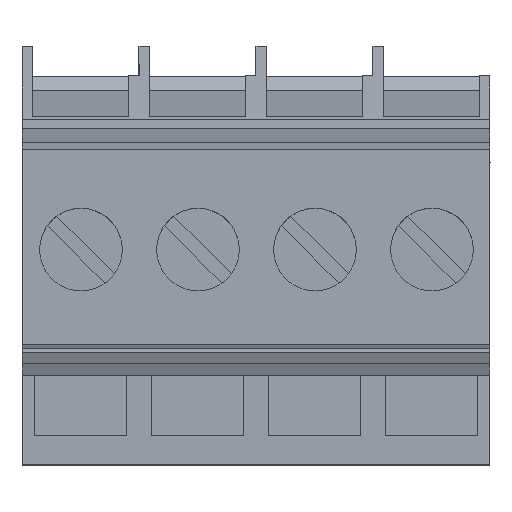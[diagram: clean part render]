
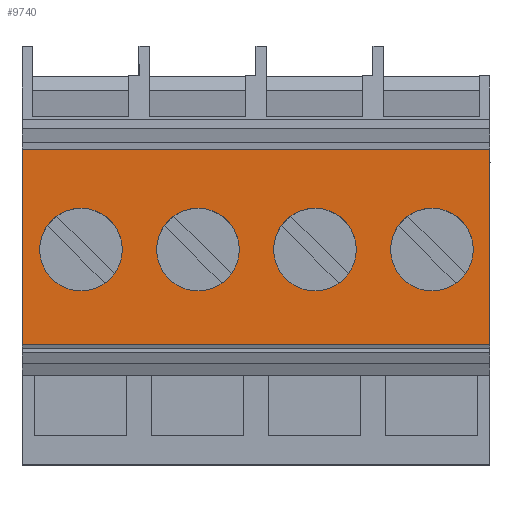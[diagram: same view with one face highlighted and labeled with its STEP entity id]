
A CAD part, top view. The second image highlights one B-rep face of the part: STEP entity #9740.
In plain terms, the highlighted face is planar.
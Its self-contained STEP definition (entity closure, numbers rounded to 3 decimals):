
#1090=CARTESIAN_POINT('',(-8.33,-27.351,
-4.6));
#1100=VERTEX_POINT('',#1090);
#1130=CARTESIAN_POINT('',(0.,-27.351,
-4.6));
#1140=DIRECTION('',(-1.,0.,0.));
#1150=VECTOR('',#1140,1.);
#1160=LINE('',#1130,#1150);
#1170=CARTESIAN_POINT('',(1.952,-27.351,
-4.6));
#1180=VERTEX_POINT('',#1170);
#1190=EDGE_CURVE('',#1180,#1100,#1160,.T.);
#3900=CARTESIAN_POINT('',(1.952,-27.351,
20.));
#3910=VERTEX_POINT('',#3900);
#3940=CARTESIAN_POINT('',(0.,-27.351,
20.));
#3950=DIRECTION('',(-1.,0.,0.));
#3960=VECTOR('',#3950,1.);
#3970=LINE('',#3940,#3960);
#3980=CARTESIAN_POINT('',(-8.33,-27.351,
20.));
#3990=VERTEX_POINT('',#3980);
#4000=EDGE_CURVE('',#3910,#3990,#3970,.T.);
#8930=CARTESIAN_POINT('',(1.686,-27.351,
20.));
#8940=DIRECTION('',(0.,1.,0.));
#8950=DIRECTION('',(1.,0.,0.));
#8960=AXIS2_PLACEMENT_3D('',#8930,#8940,#8950);
#8970=PLANE('',#8960);
#8980=CARTESIAN_POINT('',(-3.05,-27.351,
16.95));
#8990=DIRECTION('',(0.,-1.,0.));
#9000=DIRECTION('',(-1.,0.,0.));
#9010=AXIS2_PLACEMENT_3D('',#8980,#8990,#9000);
#9020=CIRCLE('',#9010,2.175);
#9030=CARTESIAN_POINT('',(-0.875,-27.351,
16.95));
#9040=VERTEX_POINT('',#9030);
#9050=CARTESIAN_POINT('',(-5.225,-27.351,
16.95));
#9060=VERTEX_POINT('',#9050);
#9070=EDGE_CURVE('',#9040,#9060,#9020,.T.);
#9080=ORIENTED_EDGE('',*,*,#9070,.F.);
#9090=EDGE_CURVE('',#9060,#9040,#9020,.T.);
#9100=ORIENTED_EDGE('',*,*,#9090,.F.);
#9110=EDGE_LOOP('',(#9100,#9080));
#9120=FACE_BOUND('',#9110,.T.);
#9130=ORIENTED_EDGE('',*,*,#4000,.T.);
#9140=CARTESIAN_POINT('',(1.952,-27.351,
18.45));
#9150=DIRECTION('',(0.,0.,1.));
#9160=VECTOR('',#9150,1.);
#9170=LINE('',#9140,#9160);
#9180=EDGE_CURVE('',#1180,#3910,#9170,.T.);
#9190=ORIENTED_EDGE('',*,*,#9180,.T.);
#9200=ORIENTED_EDGE('',*,*,#1190,.F.);
#9210=CARTESIAN_POINT('',(-8.33,-27.351,
18.45));
#9220=DIRECTION('',(0.,0.,1.));
#9230=VECTOR('',#9220,1.);
#9240=LINE('',#9210,#9230);
#9250=EDGE_CURVE('',#1100,#3990,#9240,.T.);
#9260=ORIENTED_EDGE('',*,*,#9250,.F.);
#9270=EDGE_LOOP('',(#9260,#9200,#9190,#9130));
#9280=FACE_OUTER_BOUND('',#9270,.T.);
#9290=CARTESIAN_POINT('',(-3.05,-27.351,
10.8));
#9300=DIRECTION('',(0.,-1.,0.));
#9310=DIRECTION('',(-1.,0.,0.));
#9320=AXIS2_PLACEMENT_3D('',#9290,#9300,#9310);
#9330=CIRCLE('',#9320,2.175);
#9340=CARTESIAN_POINT('',(-0.875,-27.351,
10.8));
#9350=VERTEX_POINT('',#9340);
#9360=CARTESIAN_POINT('',(-5.225,-27.351,10.8));
#9370=VERTEX_POINT('',#9360);
#9380=EDGE_CURVE('',#9350,#9370,#9330,.T.);
#9390=ORIENTED_EDGE('',*,*,#9380,.F.);
#9400=EDGE_CURVE('',#9370,#9350,#9330,.T.);
#9410=ORIENTED_EDGE('',*,*,#9400,.F.);
#9420=EDGE_LOOP('',(#9410,#9390));
#9430=FACE_BOUND('',#9420,.T.);
#9440=CARTESIAN_POINT('',(-3.05,-27.351,
-1.5));
#9450=DIRECTION('',(0.,-1.,0.));
#9460=DIRECTION('',(-1.,0.,0.));
#9470=AXIS2_PLACEMENT_3D('',#9440,#9450,#9460);
#9480=CIRCLE('',#9470,2.175);
#9490=CARTESIAN_POINT('',(-0.875,-27.351,
-1.5));
#9500=VERTEX_POINT('',#9490);
#9510=CARTESIAN_POINT('',(-5.225,-27.351,
-1.5));
#9520=VERTEX_POINT('',#9510);
#9530=EDGE_CURVE('',#9500,#9520,#9480,.T.);
#9540=ORIENTED_EDGE('',*,*,#9530,.F.);
#9550=EDGE_CURVE('',#9520,#9500,#9480,.T.);
#9560=ORIENTED_EDGE('',*,*,#9550,.F.);
#9570=EDGE_LOOP('',(#9560,#9540));
#9580=FACE_BOUND('',#9570,.T.);
#9590=CARTESIAN_POINT('',(-3.05,-27.351,
4.65));
#9600=DIRECTION('',(0.,-1.,0.));
#9610=DIRECTION('',(-1.,0.,0.));
#9620=AXIS2_PLACEMENT_3D('',#9590,#9600,#9610);
#9630=CIRCLE('',#9620,2.175);
#9640=CARTESIAN_POINT('',(-0.875,-27.351,
4.65));
#9650=VERTEX_POINT('',#9640);
#9660=CARTESIAN_POINT('',(-5.225,-27.351,
4.65));
#9670=VERTEX_POINT('',#9660);
#9680=EDGE_CURVE('',#9650,#9670,#9630,.T.);
#9690=ORIENTED_EDGE('',*,*,#9680,.F.);
#9700=EDGE_CURVE('',#9670,#9650,#9630,.T.);
#9710=ORIENTED_EDGE('',*,*,#9700,.F.);
#9720=EDGE_LOOP('',(#9710,#9690));
#9730=FACE_BOUND('',#9720,.T.);
#9740=ADVANCED_FACE('',(#9120,#9280,#9430,#9580,#9730),#8970,.F.);
